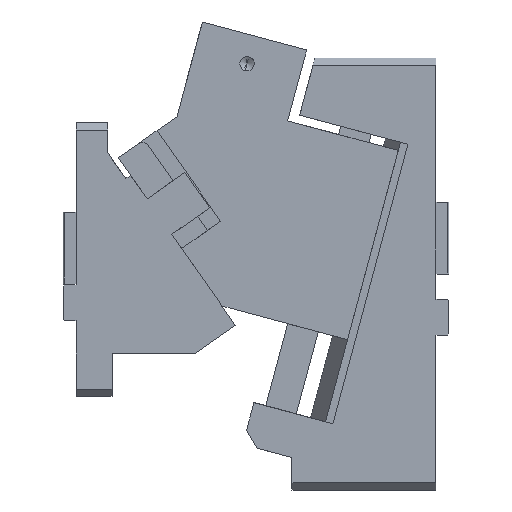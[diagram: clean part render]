
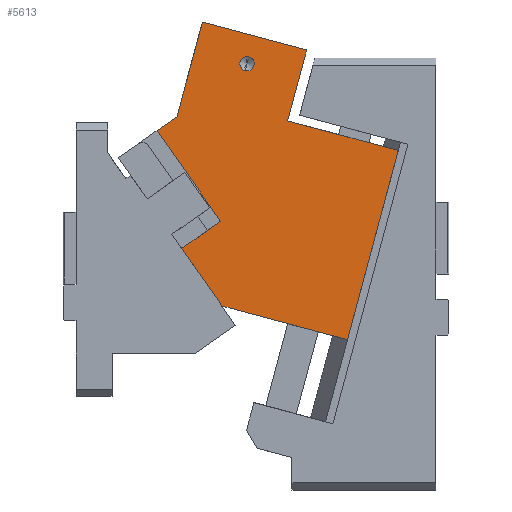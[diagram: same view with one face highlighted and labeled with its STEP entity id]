
A CAD part, left-side view. The second image highlights one B-rep face of the part: STEP entity #5613.
In plain terms, the highlighted planar face has unit normal (-1, 0, 0).
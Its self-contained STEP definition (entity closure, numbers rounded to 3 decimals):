
#5199=CARTESIAN_POINT('Vertex',(-25.,22.601,-187.541)) ;
#5202=CARTESIAN_POINT('Line Origine',(-25.,36.583,-167.573)) ;
#5206=CARTESIAN_POINT('Vertex',(-25.,50.564,-147.605)) ;
#5262=CARTESIAN_POINT('Vertex',(-25.,67.698,-65.603)) ;
#5265=CARTESIAN_POINT('Line Origine',(-25.,60.745,-60.734)) ;
#5269=CARTESIAN_POINT('Vertex',(-25.,53.792,-55.866)) ;
#5490=CARTESIAN_POINT('Axis2P3D Location',(-25.,62.509,-49.762)) ;
#5495=CARTESIAN_POINT('Line Origine',(-25.,-21.006,-199.225)) ;
#5499=CARTESIAN_POINT('Vertex',(-25.,-64.614,-210.91)) ;
#5502=CARTESIAN_POINT('Line Origine',(-25.,-82.214,-145.227)) ;
#5506=CARTESIAN_POINT('Vertex',(-25.,-99.814,-79.544)) ;
#5509=CARTESIAN_POINT('Line Origine',(-25.,-61.418,-69.256)) ;
#5513=CARTESIAN_POINT('Vertex',(-25.,-23.022,-58.968)) ;
#5516=CARTESIAN_POINT('Line Origine',(-25.,-29.622,-34.337)) ;
#5520=CARTESIAN_POINT('Vertex',(-25.,-36.222,-9.706)) ;
#5523=CARTESIAN_POINT('Line Origine',(-25.,0.,0.)) ;
#5527=CARTESIAN_POINT('Vertex',(-25.,36.222,9.706)) ;
#5530=CARTESIAN_POINT('Line Origine',(-25.,45.007,-23.08)) ;
#5535=CARTESIAN_POINT('Line Origine',(-25.,45.615,-97.14)) ;
#5539=CARTESIAN_POINT('Vertex',(-25.,23.532,-128.677)) ;
#5542=CARTESIAN_POINT('Line Origine',(-25.,37.048,-138.141)) ;
#5560=CARTESIAN_POINT('Control Point',(-25.,3.882,-14.489)) ;
#5561=CARTESIAN_POINT('Control Point',(-25.,4.411,-14.347)) ;
#5562=CARTESIAN_POINT('Control Point',(-25.,4.96,-14.278)) ;
#5563=CARTESIAN_POINT('Control Point',(-25.,5.515,-14.285)) ;
#5564=CARTESIAN_POINT('Control Point',(-25.,6.608,-14.45)) ;
#5565=CARTESIAN_POINT('Control Point',(-25.,7.616,-14.902)) ;
#5566=CARTESIAN_POINT('Control Point',(-25.,8.086,-15.197)) ;
#5567=CARTESIAN_POINT('Control Point',(-25.,8.934,-15.907)) ;
#5568=CARTESIAN_POINT('Control Point',(-25.,9.559,-16.819)) ;
#5569=CARTESIAN_POINT('Control Point',(-25.,9.807,-17.315)) ;
#5570=CARTESIAN_POINT('Control Point',(-25.,10.161,-18.363)) ;
#5571=CARTESIAN_POINT('Control Point',(-25.,10.22,-19.467)) ;
#5572=CARTESIAN_POINT('Control Point',(-25.,10.173,-20.02)) ;
#5573=CARTESIAN_POINT('Control Point',(-25.,9.929,-21.098)) ;
#5574=CARTESIAN_POINT('Control Point',(-25.,9.405,-22.071)) ;
#5575=CARTESIAN_POINT('Control Point',(-25.,9.077,-22.519)) ;
#5576=CARTESIAN_POINT('Control Point',(-25.,8.409,-23.208)) ;
#5577=CARTESIAN_POINT('Control Point',(-25.,7.602,-23.719)) ;
#5578=CARTESIAN_POINT('Control Point',(-25.,7.239,-23.9)) ;
#5579=CARTESIAN_POINT('Control Point',(-25.,6.86,-24.044)) ;
#5580=CARTESIAN_POINT('Control Point',(-25.,6.47,-24.148)) ;
#5581=CARTESIAN_POINT('Vertex',(-25.,3.882,-14.489)) ;
#5583=CARTESIAN_POINT('Vertex',(-25.,6.47,-24.148)) ;
#5587=CARTESIAN_POINT('Control Point',(-25.,6.47,-24.148)) ;
#5588=CARTESIAN_POINT('Control Point',(-25.,5.941,-24.29)) ;
#5589=CARTESIAN_POINT('Control Point',(-25.,5.393,-24.359)) ;
#5590=CARTESIAN_POINT('Control Point',(-25.,4.838,-24.353)) ;
#5591=CARTESIAN_POINT('Control Point',(-25.,3.745,-24.187)) ;
#5592=CARTESIAN_POINT('Control Point',(-25.,2.736,-23.735)) ;
#5593=CARTESIAN_POINT('Control Point',(-25.,2.266,-23.44)) ;
#5594=CARTESIAN_POINT('Control Point',(-25.,1.419,-22.73)) ;
#5595=CARTESIAN_POINT('Control Point',(-25.,0.794,-21.818)) ;
#5596=CARTESIAN_POINT('Control Point',(-25.,0.546,-21.322)) ;
#5597=CARTESIAN_POINT('Control Point',(-25.,0.192,-20.274)) ;
#5598=CARTESIAN_POINT('Control Point',(-25.,0.133,-19.17)) ;
#5599=CARTESIAN_POINT('Control Point',(-25.,0.18,-18.617)) ;
#5600=CARTESIAN_POINT('Control Point',(-25.,0.424,-17.539)) ;
#5601=CARTESIAN_POINT('Control Point',(-25.,0.948,-16.566)) ;
#5602=CARTESIAN_POINT('Control Point',(-25.,1.276,-16.118)) ;
#5603=CARTESIAN_POINT('Control Point',(-25.,1.944,-15.429)) ;
#5604=CARTESIAN_POINT('Control Point',(-25.,2.751,-14.918)) ;
#5605=CARTESIAN_POINT('Control Point',(-25.,3.114,-14.737)) ;
#5606=CARTESIAN_POINT('Control Point',(-25.,3.493,-14.593)) ;
#5607=CARTESIAN_POINT('Control Point',(-25.,3.882,-14.489)) ;
#5203=DIRECTION('Vector Direction',(0.,-0.574,-0.819)) ;
#5266=DIRECTION('Vector Direction',(0.,-0.819,0.574)) ;
#5491=DIRECTION('Axis2P3D Direction',(1.,-0.,0.)) ;
#5492=DIRECTION('Axis2P3D XDirection',(0.,0.259,-0.966)) ;
#5496=DIRECTION('Vector Direction',(0.,0.966,0.259)) ;
#5503=DIRECTION('Vector Direction',(0.,0.259,-0.966)) ;
#5510=DIRECTION('Vector Direction',(0.,-0.966,-0.259)) ;
#5517=DIRECTION('Vector Direction',(0.,0.259,-0.966)) ;
#5524=DIRECTION('Vector Direction',(0.,-0.966,-0.259)) ;
#5531=DIRECTION('Vector Direction',(0.,-0.259,0.966)) ;
#5536=DIRECTION('Vector Direction',(0.,0.574,0.819)) ;
#5543=DIRECTION('Vector Direction',(0.,0.819,-0.574)) ;
#5493=AXIS2_PLACEMENT_3D('Plane Axis2P3D',#5490,#5491,#5492) ;
#5548=ORIENTED_EDGE('',*,*,#5208,.T.) ;
#5549=ORIENTED_EDGE('',*,*,#5501,.F.) ;
#5550=ORIENTED_EDGE('',*,*,#5508,.F.) ;
#5551=ORIENTED_EDGE('',*,*,#5515,.F.) ;
#5552=ORIENTED_EDGE('',*,*,#5522,.F.) ;
#5553=ORIENTED_EDGE('',*,*,#5529,.F.) ;
#5554=ORIENTED_EDGE('',*,*,#5534,.F.) ;
#5555=ORIENTED_EDGE('',*,*,#5271,.F.) ;
#5556=ORIENTED_EDGE('',*,*,#5541,.F.) ;
#5557=ORIENTED_EDGE('',*,*,#5546,.T.) ;
#5610=ORIENTED_EDGE('',*,*,#5585,.F.) ;
#5611=ORIENTED_EDGE('',*,*,#5608,.F.) ;
#5612=FACE_BOUND('',#5609,.T.) ;
#5204=VECTOR('Line Direction',#5203,1.) ;
#5267=VECTOR('Line Direction',#5266,1.) ;
#5497=VECTOR('Line Direction',#5496,1.) ;
#5504=VECTOR('Line Direction',#5503,1.) ;
#5511=VECTOR('Line Direction',#5510,1.) ;
#5518=VECTOR('Line Direction',#5517,1.) ;
#5525=VECTOR('Line Direction',#5524,1.) ;
#5532=VECTOR('Line Direction',#5531,1.) ;
#5537=VECTOR('Line Direction',#5536,1.) ;
#5544=VECTOR('Line Direction',#5543,1.) ;
#5613=ADVANCED_FACE('CAM SLIDER',(#5558,#5612),#5494,.F.) ;
#5559=B_SPLINE_CURVE_WITH_KNOTS('',5,(#5560,#5561,#5562,#5563,#5564,#5565,#5566,#5567,#5568,#5569,#5570,#5571,#5572,#5573,#5574,#5575,#5576,#5577,#5578,#5579,#5580),.UNSPECIFIED.,.F.,.U.,(6,3,3,3,3,3,6),(0.,3.884,7.768,11.653,15.537,19.421,22.279),.UNSPECIFIED.) ;
#5586=B_SPLINE_CURVE_WITH_KNOTS('',5,(#5587,#5588,#5589,#5590,#5591,#5592,#5593,#5594,#5595,#5596,#5597,#5598,#5599,#5600,#5601,#5602,#5603,#5604,#5605,#5606,#5607),.UNSPECIFIED.,.F.,.U.,(6,3,3,3,3,3,6),(0.,3.884,7.768,11.653,15.537,19.421,22.279),.UNSPECIFIED.) ;
#5208=EDGE_CURVE('',#5207,#5200,#5205,.T.) ;
#5271=EDGE_CURVE('',#5263,#5270,#5268,.T.) ;
#5501=EDGE_CURVE('',#5500,#5200,#5498,.T.) ;
#5508=EDGE_CURVE('',#5507,#5500,#5505,.T.) ;
#5515=EDGE_CURVE('',#5514,#5507,#5512,.T.) ;
#5522=EDGE_CURVE('',#5521,#5514,#5519,.T.) ;
#5529=EDGE_CURVE('',#5528,#5521,#5526,.T.) ;
#5534=EDGE_CURVE('',#5270,#5528,#5533,.T.) ;
#5541=EDGE_CURVE('',#5540,#5263,#5538,.T.) ;
#5546=EDGE_CURVE('',#5540,#5207,#5545,.T.) ;
#5585=EDGE_CURVE('',#5582,#5584,#5559,.T.) ;
#5608=EDGE_CURVE('',#5584,#5582,#5586,.T.) ;
#5547=EDGE_LOOP('',(#5548,#5549,#5550,#5551,#5552,#5553,#5554,#5555,#5556,#5557)) ;
#5609=EDGE_LOOP('',(#5610,#5611)) ;
#5558=FACE_OUTER_BOUND('',#5547,.T.) ;
#5205=LINE('Line',#5202,#5204) ;
#5268=LINE('Line',#5265,#5267) ;
#5498=LINE('Line',#5495,#5497) ;
#5505=LINE('Line',#5502,#5504) ;
#5512=LINE('Line',#5509,#5511) ;
#5519=LINE('Line',#5516,#5518) ;
#5526=LINE('Line',#5523,#5525) ;
#5533=LINE('Line',#5530,#5532) ;
#5538=LINE('Line',#5535,#5537) ;
#5545=LINE('Line',#5542,#5544) ;
#5494=PLANE('Plane',#5493) ;
#5200=VERTEX_POINT('',#5199) ;
#5207=VERTEX_POINT('',#5206) ;
#5263=VERTEX_POINT('',#5262) ;
#5270=VERTEX_POINT('',#5269) ;
#5500=VERTEX_POINT('',#5499) ;
#5507=VERTEX_POINT('',#5506) ;
#5514=VERTEX_POINT('',#5513) ;
#5521=VERTEX_POINT('',#5520) ;
#5528=VERTEX_POINT('',#5527) ;
#5540=VERTEX_POINT('',#5539) ;
#5582=VERTEX_POINT('',#5581) ;
#5584=VERTEX_POINT('',#5583) ;
